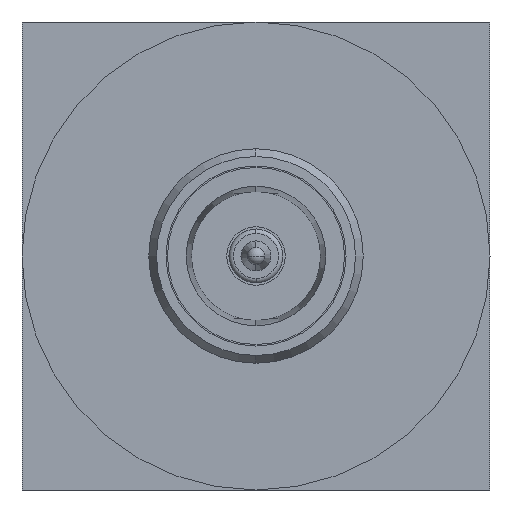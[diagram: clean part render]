
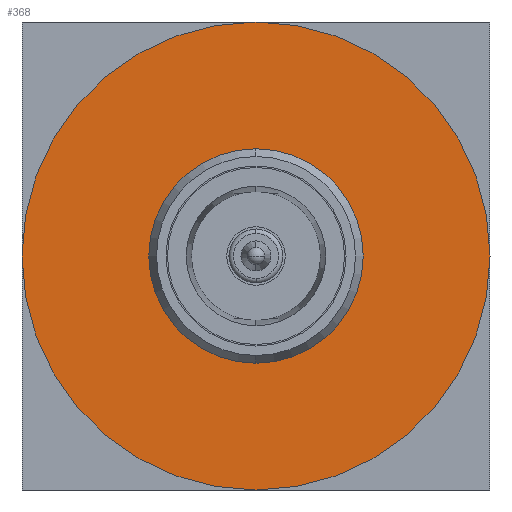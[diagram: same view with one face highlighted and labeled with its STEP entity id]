
A CAD part, left-side view. The second image highlights one B-rep face of the part: STEP entity #368.
In plain terms, the highlighted planar face has unit normal (-1, 0, 0).
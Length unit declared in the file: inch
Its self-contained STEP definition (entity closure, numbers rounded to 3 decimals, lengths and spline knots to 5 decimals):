
#25 = CARTESIAN_POINT ( 'NONE',  ( 0.248, 0., 0. ) ) ;
#26 = DIRECTION ( 'NONE',  ( -1., 0., 0. ) ) ;
#34 = DIRECTION ( 'NONE',  ( 0., 0., 1. ) ) ;
#321 = EDGE_CURVE ( 'NONE', #4059, #4090, #3735, .T. ) ;
#368 = ADVANCED_FACE ( 'NONE', ( #876, #854 ), #904, .F. ) ;
#459 = EDGE_CURVE ( 'NONE', #4135, #4152, #3974, .T. ) ;
#480 = EDGE_CURVE ( 'NONE', #4152, #4135, #3878, .T. ) ;
#563 = EDGE_CURVE ( 'NONE', #4090, #4059, #3869, .T. ) ;
#805 = DIRECTION ( 'NONE',  ( 1., 0., 0. ) ) ;
#825 = DIRECTION ( 'NONE',  ( 0., 0., -1. ) ) ;
#851 = CARTESIAN_POINT ( 'NONE',  ( 0.248, 0.156, 0. ) ) ;
#854 = FACE_OUTER_BOUND ( 'NONE', #4132, .T. ) ;
#876 = FACE_BOUND ( 'NONE', #4153, .T. ) ;
#904 = PLANE ( 'NONE',  #3677 ) ;
#909 = CARTESIAN_POINT ( 'NONE',  ( 0.248, 0., 0. ) ) ;
#910 = DIRECTION ( 'NONE',  ( -1., 0., 0. ) ) ;
#911 = DIRECTION ( 'NONE',  ( 0., 0., 1. ) ) ;
#1026 = CARTESIAN_POINT ( 'NONE',  ( 0.248, 0., 0. ) ) ;
#1027 = DIRECTION ( 'NONE',  ( -1., 0., 0. ) ) ;
#1028 = DIRECTION ( 'NONE',  ( 0., 0., 1. ) ) ;
#1844 = ORIENTED_EDGE ( 'NONE', *, *, #480, .F. ) ;
#1851 = ORIENTED_EDGE ( 'NONE', *, *, #321, .T. ) ;
#1861 = ORIENTED_EDGE ( 'NONE', *, *, #459, .F. ) ;
#1864 = ORIENTED_EDGE ( 'NONE', *, *, #563, .T. ) ;
#2308 = CARTESIAN_POINT ( 'NONE',  ( 0.248, 0., 0. ) ) ;
#2309 = DIRECTION ( 'NONE',  ( -1., 0., 0. ) ) ;
#2310 = DIRECTION ( 'NONE',  ( 0., 0., 1. ) ) ;
#2977 = CARTESIAN_POINT ( 'NONE',  ( 0.248, 0., 0.156 ) ) ;
#2980 = CARTESIAN_POINT ( 'NONE',  ( 0.248, 0., -0.156 ) ) ;
#3013 = CARTESIAN_POINT ( 'NONE',  ( 0.248, 0., 0.0715 ) ) ;
#3021 = CARTESIAN_POINT ( 'NONE',  ( 0.248, 0., -0.0715 ) ) ;
#3677 = AXIS2_PLACEMENT_3D ( 'NONE', #851, #805, #825 ) ;
#3688 = AXIS2_PLACEMENT_3D ( 'NONE', #25, #26, #34 ) ;
#3735 = CIRCLE ( 'NONE', #3688, 0.156 ) ;
#3869 = CIRCLE ( 'NONE', #3879, 0.156 ) ;
#3878 = CIRCLE ( 'NONE', #4014, 0.0715 ) ;
#3879 = AXIS2_PLACEMENT_3D ( 'NONE', #2308, #2309, #2310 ) ;
#3885 = AXIS2_PLACEMENT_3D ( 'NONE', #909, #910, #911 ) ;
#3974 = CIRCLE ( 'NONE', #3885, 0.0715 ) ;
#4014 = AXIS2_PLACEMENT_3D ( 'NONE', #1026, #1027, #1028 ) ;
#4059 = VERTEX_POINT ( 'NONE', #2977 ) ;
#4090 = VERTEX_POINT ( 'NONE', #2980 ) ;
#4132 = EDGE_LOOP ( 'NONE', ( #1851, #1864 ) ) ;
#4135 = VERTEX_POINT ( 'NONE', #3013 ) ;
#4152 = VERTEX_POINT ( 'NONE', #3021 ) ;
#4153 = EDGE_LOOP ( 'NONE', ( #1861, #1844 ) ) ;
